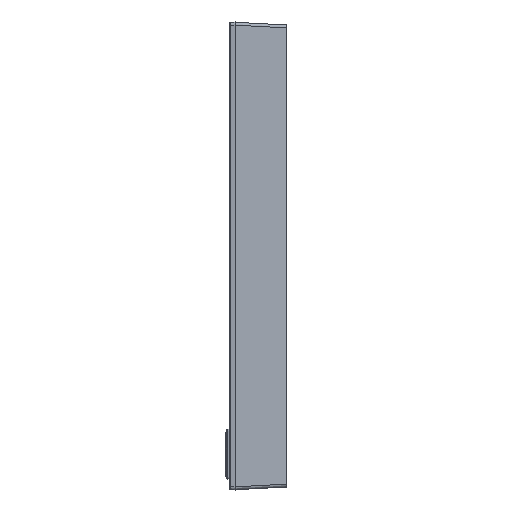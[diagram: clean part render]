
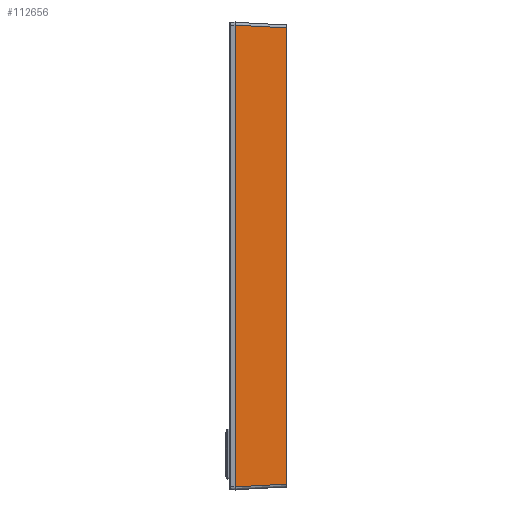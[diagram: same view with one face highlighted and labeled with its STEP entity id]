
A CAD part, left-side view. The second image highlights one B-rep face of the part: STEP entity #112656.
In plain terms, the highlighted planar face has unit normal (-0.999, -0.052, 0).
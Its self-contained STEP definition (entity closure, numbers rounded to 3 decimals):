
#34147=CARTESIAN_POINT('',(-40.228,0.,39.729));
#34212=DIRECTION('',(0.,0.,-1.));
#34213=VECTOR('',#34212,79.458);
#34214=CARTESIAN_POINT('',(-40.228,0.,39.729));
#34215=LINE('88318',#34214,#34213);
#34247=DIRECTION('',(0.052,-0.997,-0.052));
#34248=VECTOR('',#34247,9.025);
#34249=CARTESIAN_POINT('',(-40.7,9.,40.201));
#34250=LINE('88315',#34249,#34248);
#34254=DIRECTION('',(0.052,-0.997,0.052));
#34255=VECTOR('',#34254,9.025);
#34256=CARTESIAN_POINT('',(-40.7,9.,-40.201));
#34257=LINE('91303',#34256,#34255);
#34335=DIRECTION('',(0.,0.,1.));
#34336=VECTOR('',#34335,80.401);
#34337=CARTESIAN_POINT('',(-40.7,9.,-40.201));
#34338=LINE('88320',#34337,#34336);
#70336=VERTEX_POINT('',#34147);
#70337=CARTESIAN_POINT('',(-40.7,9.,40.201));
#70338=VERTEX_POINT('',#70337);
#70343=CARTESIAN_POINT('',(-40.228,0.,-39.729));
#70344=VERTEX_POINT('',#70343);
#70347=CARTESIAN_POINT('',(-40.7,9.,-40.201));
#70348=VERTEX_POINT('',#70347);
#112643=CARTESIAN_POINT('',(-40.7,9.,-40.7));
#112644=DIRECTION('',(0.999,0.052,0.));
#112645=DIRECTION('',(0.,0.,-1.));
#112646=AXIS2_PLACEMENT_3D('',#112643,#112644,#112645);
#112647=PLANE('61570',#112646);
#112648=ORIENTED_EDGE('88315',*,*,#112627,.T.);
#112649=ORIENTED_EDGE('88318',*,*,#112593,.T.);
#112651=ORIENTED_EDGE('91303',*,*,#112650,.F.);
#112653=ORIENTED_EDGE('88320',*,*,#112652,.T.);
#112654=EDGE_LOOP('61570',(#112648,#112649,#112651,#112653));
#112655=FACE_OUTER_BOUND('61570',#112654,.F.);
#112656=ADVANCED_FACE('61570',(#112655),#112647,.F.);
#112593=EDGE_CURVE('88318',#70336,#70344,#34215,.T.);
#112627=EDGE_CURVE('88315',#70338,#70336,#34250,.T.);
#112650=EDGE_CURVE('91303',#70348,#70344,#34257,.T.);
#112652=EDGE_CURVE('88320',#70348,#70338,#34338,.T.);
